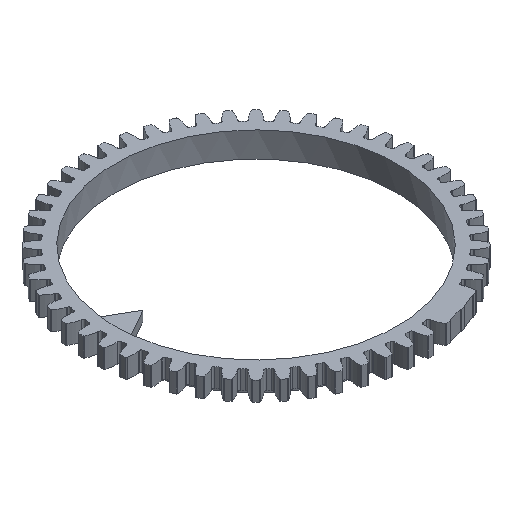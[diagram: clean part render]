
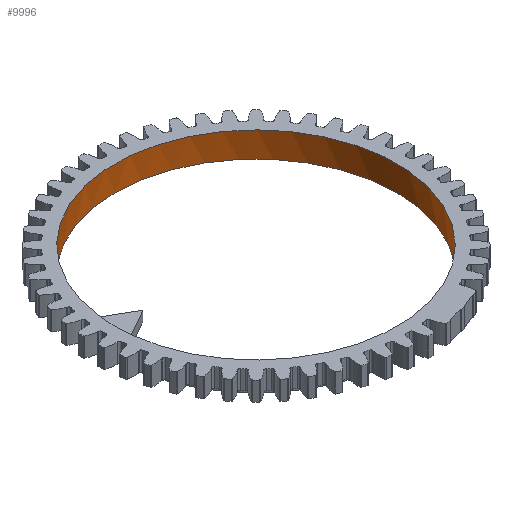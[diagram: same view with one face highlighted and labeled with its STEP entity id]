
A CAD part, isometric view. The second image highlights one B-rep face of the part: STEP entity #9996.
In plain terms, the highlighted cylindrical face has radius 23.368 mm (diameter 46.736 mm), a full revolution.
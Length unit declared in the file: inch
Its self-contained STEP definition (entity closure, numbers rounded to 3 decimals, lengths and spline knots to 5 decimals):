
#317=CIRCLE('',#10528,0.92);
#318=CIRCLE('',#10529,0.92);
#319=CIRCLE('',#10530,0.92);
#320=CIRCLE('',#10531,0.92);
#936=CYLINDRICAL_SURFACE('',#10527,0.92);
#1762=FACE_OUTER_BOUND('',#2279,.T.);
#2279=EDGE_LOOP('',(#6813,#6814,#6815,#6816,#6817,#6818,#6819,#6820));
#2805=LINE('',#14379,#3526);
#2806=LINE('',#14383,#3527);
#2807=LINE('',#14387,#3528);
#3526=VECTOR('',#11579,0.92);
#3527=VECTOR('',#11582,39.37008);
#3528=VECTOR('',#11585,39.37008);
#4247=VERTEX_POINT('',#14376);
#4248=VERTEX_POINT('',#14378);
#4249=VERTEX_POINT('',#14380);
#4250=VERTEX_POINT('',#14382);
#4251=VERTEX_POINT('',#14384);
#4252=VERTEX_POINT('',#14386);
#5273=EDGE_CURVE('',#4247,#4247,#317,.T.);
#5274=EDGE_CURVE('',#4247,#4248,#2805,.T.);
#5275=EDGE_CURVE('',#4249,#4248,#318,.T.);
#5276=EDGE_CURVE('',#4250,#4249,#2806,.T.);
#5277=EDGE_CURVE('',#4250,#4251,#319,.T.);
#5278=EDGE_CURVE('',#4251,#4252,#2807,.T.);
#5279=EDGE_CURVE('',#4248,#4252,#320,.T.);
#6813=ORIENTED_EDGE('',*,*,#5273,.T.);
#6814=ORIENTED_EDGE('',*,*,#5274,.T.);
#6815=ORIENTED_EDGE('',*,*,#5275,.F.);
#6816=ORIENTED_EDGE('',*,*,#5276,.F.);
#6817=ORIENTED_EDGE('',*,*,#5277,.T.);
#6818=ORIENTED_EDGE('',*,*,#5278,.T.);
#6819=ORIENTED_EDGE('',*,*,#5279,.F.);
#6820=ORIENTED_EDGE('',*,*,#5274,.F.);
#9996=ADVANCED_FACE('',(#1762),#936,.F.);
#10527=AXIS2_PLACEMENT_3D('',#14375,#11575,#11576);
#10528=AXIS2_PLACEMENT_3D('',#14377,#11577,#11578);
#10529=AXIS2_PLACEMENT_3D('',#14381,#11580,#11581);
#10530=AXIS2_PLACEMENT_3D('',#14385,#11583,#11584);
#10531=AXIS2_PLACEMENT_3D('',#14388,#11586,#11587);
#11575=DIRECTION('center_axis',(0.,0.,1.));
#11576=DIRECTION('ref_axis',(1.,0.,0.));
#11577=DIRECTION('center_axis',(0.,0.,-1.));
#11578=DIRECTION('ref_axis',(-1.,0.,0.));
#11579=DIRECTION('',(0.,0.,1.));
#11580=DIRECTION('center_axis',(0.,0.,-1.));
#11581=DIRECTION('ref_axis',(-1.,0.,0.));
#11582=DIRECTION('',(0.,0.,-1.));
#11583=DIRECTION('center_axis',(0.,0.,1.));
#11584=DIRECTION('ref_axis',(1.,0.,0.));
#11585=DIRECTION('',(0.,0.,-1.));
#11586=DIRECTION('center_axis',(0.,0.,-1.));
#11587=DIRECTION('ref_axis',(-1.,0.,0.));
#14375=CARTESIAN_POINT('Origin',(0.,0.,-0.04));
#14376=CARTESIAN_POINT('',(-0.92,0.,-0.04));
#14377=CARTESIAN_POINT('Origin',(0.,0.,-0.04));
#14378=CARTESIAN_POINT('',(-0.92,0.,0.0625));
#14379=CARTESIAN_POINT('',(-0.92,0.,-0.04));
#14380=CARTESIAN_POINT('',(-0.91435,-0.10182,0.0625));
#14381=CARTESIAN_POINT('Origin',(0.,0.,0.0625));
#14382=CARTESIAN_POINT('',(-0.91435,-0.10182,0.125));
#14383=CARTESIAN_POINT('',(-0.91435,-0.10182,0.125));
#14384=CARTESIAN_POINT('',(-0.91435,0.10182,0.125));
#14385=CARTESIAN_POINT('Origin',(0.,0.,0.125));
#14386=CARTESIAN_POINT('',(-0.91435,0.10182,0.0625));
#14387=CARTESIAN_POINT('',(-0.91435,0.10182,0.125));
#14388=CARTESIAN_POINT('Origin',(0.,0.,0.0625));
